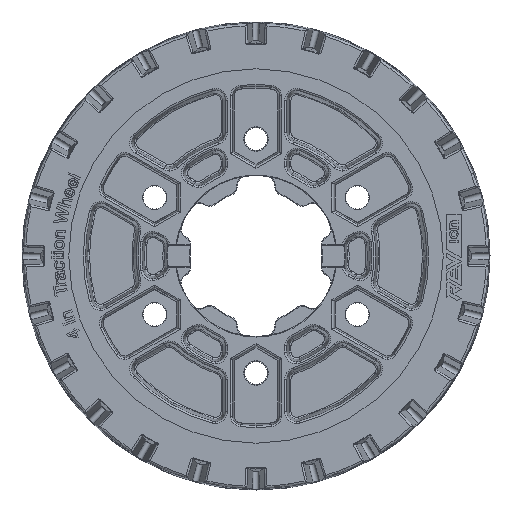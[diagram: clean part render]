
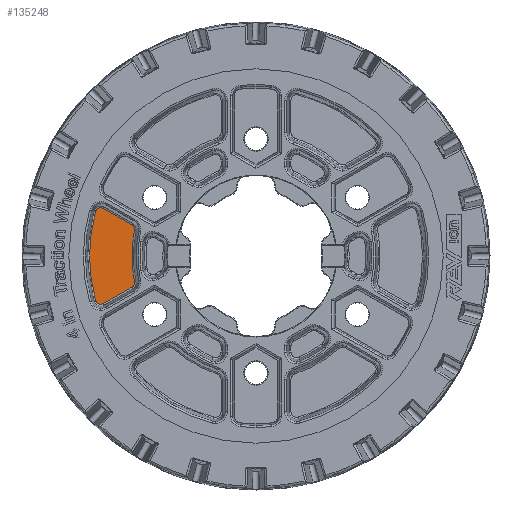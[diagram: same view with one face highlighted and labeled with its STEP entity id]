
A CAD part, left-side view. The second image highlights one B-rep face of the part: STEP entity #135248.
In plain terms, the highlighted planar face has unit normal (-1, 0, 0).
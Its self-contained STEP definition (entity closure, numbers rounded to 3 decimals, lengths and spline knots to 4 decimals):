
#650 = CIRCLE ( 'NONE', #131832, 1.062 ) ;
#2169 = DIRECTION ( 'NONE',  ( 0., 0., 1. ) ) ;
#3069 = CARTESIAN_POINT ( 'NONE',  ( -0.0625, 1.3255, 0.3655 ) ) ;
#3808 = AXIS2_PLACEMENT_3D ( 'NONE', #27340, #99274, #25516 ) ;
#6048 = DIRECTION ( 'NONE',  ( 0., 0.866, 0.5 ) ) ;
#10061 = AXIS2_PLACEMENT_3D ( 'NONE', #72922, #163211, #88774 ) ;
#10209 = EDGE_CURVE ( 'NONE', #93388, #115204, #650, .T. ) ;
#15344 = CARTESIAN_POINT ( 'NONE',  ( -0.0625, 1.3018, 0.4065 ) ) ;
#16181 = CARTESIAN_POINT ( 'NONE',  ( -0.0625, 0., 0. ) ) ;
#16219 = AXIS2_PLACEMENT_3D ( 'NONE', #34976, #60232, #131243 ) ;
#18434 = AXIS2_PLACEMENT_3D ( 'NONE', #65737, #122741, #180644 ) ;
#21156 = ORIENTED_EDGE ( 'NONE', *, *, #85806, .T. ) ;
#22344 = CARTESIAN_POINT ( 'NONE',  ( -0.0625, 1.3712, 0.3781 ) ) ;
#24247 = EDGE_CURVE ( 'NONE', #58905, #78186, #102002, .T. ) ;
#24718 = DIRECTION ( 'NONE',  ( -1., 0., 0. ) ) ;
#25516 = DIRECTION ( 'NONE',  ( 0., 0., 1. ) ) ;
#27340 = CARTESIAN_POINT ( 'NONE',  ( -0.0625, 1.0859, 0.2271 ) ) ;
#30994 = DIRECTION ( 'NONE',  ( -1., 0., 0. ) ) ;
#31986 = DIRECTION ( 'NONE',  ( 0., 0., 1. ) ) ;
#34976 = CARTESIAN_POINT ( 'NONE',  ( -0.0625, 1.3255, -0.3655 ) ) ;
#36814 = FACE_OUTER_BOUND ( 'NONE', #88084, .T. ) ;
#36951 = VECTOR ( 'NONE', #151795, 39.3701 ) ;
#38114 = ORIENTED_EDGE ( 'NONE', *, *, #93300, .T. ) ;
#45073 = EDGE_CURVE ( 'NONE', #115204, #138717, #164806, .T. ) ;
#45313 = CARTESIAN_POINT ( 'NONE',  ( -0.0625, 0.1494, -0.2588 ) ) ;
#50028 = LINE ( 'NONE', #163993, #36951 ) ;
#56220 = CARTESIAN_POINT ( 'NONE',  ( -0.0625, 1.0859, -0.2271 ) ) ;
#58905 = VERTEX_POINT ( 'NONE', #127023 ) ;
#59992 = DIRECTION ( 'NONE',  ( -1., 0., 0. ) ) ;
#60232 = DIRECTION ( 'NONE',  ( -1., 0., 0. ) ) ;
#60683 = CIRCLE ( 'NONE', #10061, 1.4224 ) ;
#60836 = ORIENTED_EDGE ( 'NONE', *, *, #85715, .T. ) ;
#65737 = CARTESIAN_POINT ( 'NONE',  ( -0.0625, 0., 0. ) ) ;
#66157 = AXIS2_PLACEMENT_3D ( 'NONE', #3069, #59992, #31986 ) ;
#72146 = CIRCLE ( 'NONE', #66157, 0.0474 ) ;
#72922 = CARTESIAN_POINT ( 'NONE',  ( -0.0625, 0., 0. ) ) ;
#73685 = ORIENTED_EDGE ( 'NONE', *, *, #97009, .T. ) ;
#75788 = CIRCLE ( 'NONE', #16219, 0.0474 ) ;
#75875 = DIRECTION ( 'NONE',  ( 1., 0., 0. ) ) ;
#78186 = VERTEX_POINT ( 'NONE', #22344 ) ;
#78778 = CARTESIAN_POINT ( 'NONE',  ( -0.0625, 1.3018, -0.4065 ) ) ;
#83228 = CARTESIAN_POINT ( 'NONE',  ( -0.0625, 1.0622, 0.2682 ) ) ;
#85715 = EDGE_CURVE ( 'NONE', #138717, #170322, #173268, .T. ) ;
#85806 = EDGE_CURVE ( 'NONE', #100466, #92038, #75788, .T. ) ;
#88084 = EDGE_LOOP ( 'NONE', ( #73685, #121907, #156006, #150806, #60836, #38114, #95457, #104187, #21156 ) ) ;
#88774 = DIRECTION ( 'NONE',  ( 0., 0., 1. ) ) ;
#92038 = VERTEX_POINT ( 'NONE', #78778 ) ;
#93300 = EDGE_CURVE ( 'NONE', #170322, #58905, #72146, .T. ) ;
#93388 = VERTEX_POINT ( 'NONE', #122488 ) ;
#95457 = ORIENTED_EDGE ( 'NONE', *, *, #24247, .T. ) ;
#95932 = EDGE_CURVE ( 'NONE', #78186, #100466, #60683, .T. ) ;
#97009 = EDGE_CURVE ( 'NONE', #92038, #103771, #50028, .T. ) ;
#99274 = DIRECTION ( 'NONE',  ( -1., 0., 0. ) ) ;
#99922 = EDGE_CURVE ( 'NONE', #103771, #93388, #168828, .T. ) ;
#100466 = VERTEX_POINT ( 'NONE', #159654 ) ;
#102002 = CIRCLE ( 'NONE', #125860, 0.0474 ) ;
#103771 = VERTEX_POINT ( 'NONE', #181477 ) ;
#104187 = ORIENTED_EDGE ( 'NONE', *, *, #95932, .T. ) ;
#115204 = VERTEX_POINT ( 'NONE', #154407 ) ;
#121907 = ORIENTED_EDGE ( 'NONE', *, *, #99922, .T. ) ;
#122488 = CARTESIAN_POINT ( 'NONE',  ( -0.0625, 1.0395, -0.2174 ) ) ;
#122741 = DIRECTION ( 'NONE',  ( -1., 0., 0. ) ) ;
#125860 = AXIS2_PLACEMENT_3D ( 'NONE', #152659, #24718, #138676 ) ;
#127023 = CARTESIAN_POINT ( 'NONE',  ( -0.0625, 1.3255, 0.4129 ) ) ;
#127114 = AXIS2_PLACEMENT_3D ( 'NONE', #56220, #30994, #128169 ) ;
#128169 = DIRECTION ( 'NONE',  ( 0., 0., 1. ) ) ;
#131243 = DIRECTION ( 'NONE',  ( 0., 0., 1. ) ) ;
#131832 = AXIS2_PLACEMENT_3D ( 'NONE', #16181, #75875, #2169 ) ;
#135248 = ADVANCED_FACE ( 'NONE', ( #36814 ), #150749, .T. ) ;
#138676 = DIRECTION ( 'NONE',  ( 0., 0., 1. ) ) ;
#138717 = VERTEX_POINT ( 'NONE', #83228 ) ;
#144312 = VECTOR ( 'NONE', #6048, 39.3701 ) ;
#150749 = PLANE ( 'NONE',  #18434 ) ;
#150806 = ORIENTED_EDGE ( 'NONE', *, *, #45073, .T. ) ;
#151795 = DIRECTION ( 'NONE',  ( 0., -0.866, 0.5 ) ) ;
#152659 = CARTESIAN_POINT ( 'NONE',  ( -0.0625, 1.3255, 0.3655 ) ) ;
#154407 = CARTESIAN_POINT ( 'NONE',  ( -0.0625, 1.0395, 0.2174 ) ) ;
#156006 = ORIENTED_EDGE ( 'NONE', *, *, #10209, .T. ) ;
#159654 = CARTESIAN_POINT ( 'NONE',  ( -0.0625, 1.3712, -0.3781 ) ) ;
#163211 = DIRECTION ( 'NONE',  ( -1., 0., 0. ) ) ;
#163993 = CARTESIAN_POINT ( 'NONE',  ( -0.0625, 0.1494, 0.2588 ) ) ;
#164806 = CIRCLE ( 'NONE', #3808, 0.0474 ) ;
#168828 = CIRCLE ( 'NONE', #127114, 0.0474 ) ;
#170322 = VERTEX_POINT ( 'NONE', #15344 ) ;
#173268 = LINE ( 'NONE', #45313, #144312 ) ;
#180644 = DIRECTION ( 'NONE',  ( 0., 0., 1. ) ) ;
#181477 = CARTESIAN_POINT ( 'NONE',  ( -0.0625, 1.0622, -0.2682 ) ) ;
